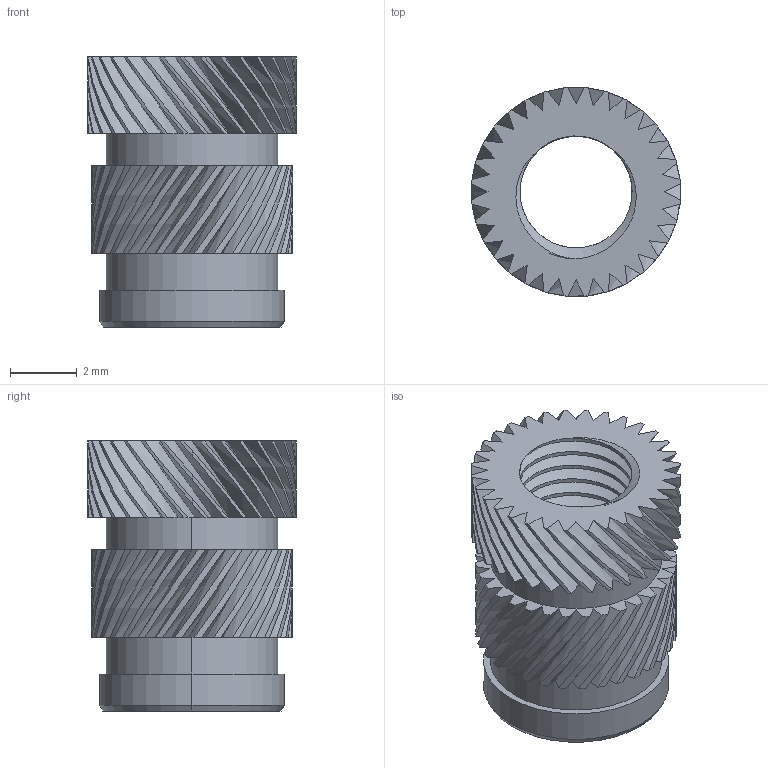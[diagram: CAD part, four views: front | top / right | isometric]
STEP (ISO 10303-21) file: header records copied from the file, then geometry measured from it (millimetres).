
FILE_DESCRIPTION (( 'STEP AP214' ), '1' );
FILE_NAME ('M3 Insert.STEP', '2016-09-28T20:28:56', ( '' ), ( '' ), 'SwSTEP 2.0', 'SolidWorks 2015', '' );
FILE_SCHEMA (( 'AUTOMOTIVE_DESIGN' ));
Length unit declared in the file: millimetre
Products named in the file (1): M3 Insert
Bounding box: 6.28 x 6.28 x 8.1 mm (x, y, z)
Volume: 117.4 mm3; surface area: 476.2 mm2
Topology: 1 solids, 1 shells, 248 faces, 724 edges, 482 vertices
Faces by surface type: bspline 130, cylinder 110, plane 6, cone 2
Entity records: 20255 total; most frequent: CARTESIAN_POINT 15066, ORIENTED_EDGE 1448, DIRECTION 734, EDGE_CURVE 724, VERTEX_POINT 482, AXIS2_PLACEMENT_3D 264, EDGE_LOOP 254, ADVANCED_FACE 248
